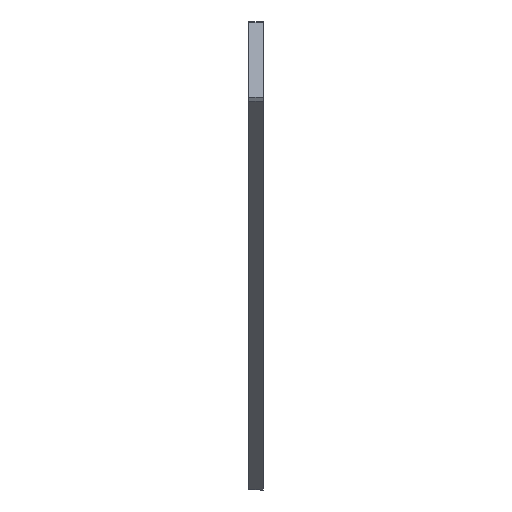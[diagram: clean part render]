
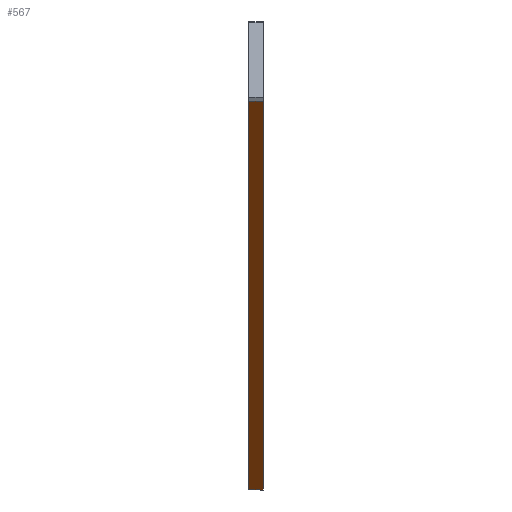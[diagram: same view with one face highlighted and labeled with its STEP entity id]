
A CAD part, left-side view. The second image highlights one B-rep face of the part: STEP entity #567.
In plain terms, the highlighted planar face has unit normal (-0.5, 0, -0.866).
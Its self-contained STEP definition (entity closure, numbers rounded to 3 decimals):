
#10 = PLANE ( 'NONE',  #248 ) ;
#19 = DIRECTION ( 'NONE',  ( -0.5, 0., -0.866 ) ) ;
#33 = CARTESIAN_POINT ( 'NONE',  ( 88.49, 0., -6.161 ) ) ;
#164 = EDGE_CURVE ( 'NONE', #290, #934, #227, .T. ) ;
#179 = ORIENTED_EDGE ( 'NONE', *, *, #1338, .T. ) ;
#214 = EDGE_CURVE ( 'NONE', #1341, #934, #937, .T. ) ;
#227 = LINE ( 'NONE', #1129, #623 ) ;
#244 = VECTOR ( 'NONE', #1084, 1000. ) ;
#248 = AXIS2_PLACEMENT_3D ( 'NONE', #349, #19, #1228 ) ;
#282 = LINE ( 'NONE', #422, #1369 ) ;
#290 = VERTEX_POINT ( 'NONE', #33 ) ;
#291 = VECTOR ( 'NONE', #1168, 1000. ) ;
#309 = CARTESIAN_POINT ( 'NONE',  ( -49.58, 3., 73.555 ) ) ;
#343 = EDGE_CURVE ( 'NONE', #1341, #417, #1414, .T. ) ;
#349 = CARTESIAN_POINT ( 'NONE',  ( 19.455, 0., 33.697 ) ) ;
#359 = ORIENTED_EDGE ( 'NONE', *, *, #343, .F. ) ;
#381 = ORIENTED_EDGE ( 'NONE', *, *, #164, .F. ) ;
#393 = EDGE_LOOP ( 'NONE', ( #179, #359, #983, #381 ) ) ;
#417 = VERTEX_POINT ( 'NONE', #630 ) ;
#422 = CARTESIAN_POINT ( 'NONE',  ( 89.07, 0., -6.495 ) ) ;
#462 = DIRECTION ( 'NONE',  ( 0., 1., 0. ) ) ;
#567 = ADVANCED_FACE ( 'NONE', ( #1450 ), #10, .T. ) ;
#623 = VECTOR ( 'NONE', #462, 1000. ) ;
#630 = CARTESIAN_POINT ( 'NONE',  ( -49.58, 0., 73.555 ) ) ;
#860 = CARTESIAN_POINT ( 'NONE',  ( -49.58, -222.056, 73.555 ) ) ;
#863 = DIRECTION ( 'NONE',  ( -0.866, 0., 0.5 ) ) ;
#934 = VERTEX_POINT ( 'NONE', #1234 ) ;
#937 = LINE ( 'NONE', #1385, #291 ) ;
#983 = ORIENTED_EDGE ( 'NONE', *, *, #214, .T. ) ;
#1084 = DIRECTION ( 'NONE',  ( 0., -1., 0. ) ) ;
#1129 = CARTESIAN_POINT ( 'NONE',  ( 88.49, -222.056, -6.161 ) ) ;
#1168 = DIRECTION ( 'NONE',  ( 0.866, 0., -0.5 ) ) ;
#1228 = DIRECTION ( 'NONE',  ( -0.866, 0., 0.5 ) ) ;
#1234 = CARTESIAN_POINT ( 'NONE',  ( 88.49, 3., -6.161 ) ) ;
#1338 = EDGE_CURVE ( 'NONE', #290, #417, #282, .T. ) ;
#1341 = VERTEX_POINT ( 'NONE', #309 ) ;
#1369 = VECTOR ( 'NONE', #863, 1000. ) ;
#1385 = CARTESIAN_POINT ( 'NONE',  ( -50.16, 3., 73.89 ) ) ;
#1414 = LINE ( 'NONE', #860, #244 ) ;
#1450 = FACE_OUTER_BOUND ( 'NONE', #393, .T. ) ;
